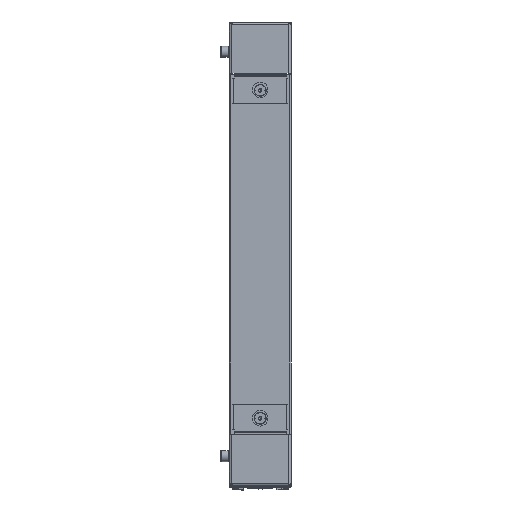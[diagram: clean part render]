
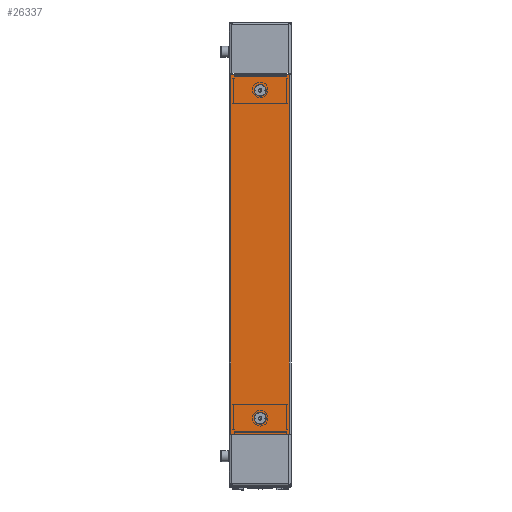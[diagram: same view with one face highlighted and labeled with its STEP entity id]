
A CAD part, left-side view. The second image highlights one B-rep face of the part: STEP entity #26337.
In plain terms, the highlighted face is planar.
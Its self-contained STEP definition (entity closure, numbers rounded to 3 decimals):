
#928 = FACE_BOUND ( 'NONE', #11196, .T. ) ;
#1047 = DIRECTION ( 'NONE',  ( 0., -1., 0. ) ) ;
#1465 = CARTESIAN_POINT ( 'NONE',  ( -263.5, -2., -9. ) ) ;
#1906 = DIRECTION ( 'NONE',  ( 0., 0., -1. ) ) ;
#2099 = CARTESIAN_POINT ( 'NONE',  ( -289., -2., 47. ) ) ;
#2937 = VERTEX_POINT ( 'NONE', #12604 ) ;
#3010 = ORIENTED_EDGE ( 'NONE', *, *, #26886, .F. ) ;
#3889 = VERTEX_POINT ( 'NONE', #8990 ) ;
#3929 = LINE ( 'NONE', #18703, #9733 ) ;
#3983 = DIRECTION ( 'NONE',  ( 0., -1., 0. ) ) ;
#4294 = AXIS2_PLACEMENT_3D ( 'NONE', #15811, #1047, #18251 ) ;
#4353 = DIRECTION ( 'NONE',  ( 0., 1., 0. ) ) ;
#4359 = VERTEX_POINT ( 'NONE', #18442 ) ;
#4744 = CIRCLE ( 'NONE', #11223, 9. ) ;
#4800 = ORIENTED_EDGE ( 'NONE', *, *, #8744, .F. ) ;
#5423 = VECTOR ( 'NONE', #21765, 1000. ) ;
#6407 = CARTESIAN_POINT ( 'NONE',  ( 289., -2., 47. ) ) ;
#6871 = CIRCLE ( 'NONE', #4294, 9. ) ;
#6996 = CIRCLE ( 'NONE', #6999, 9. ) ;
#6998 = VERTEX_POINT ( 'NONE', #26876 ) ;
#6999 = AXIS2_PLACEMENT_3D ( 'NONE', #12470, #29619, #14957 ) ;
#7506 = FACE_OUTER_BOUND ( 'NONE', #14989, .T. ) ;
#8094 = ORIENTED_EDGE ( 'NONE', *, *, #11083, .F. ) ;
#8297 = CARTESIAN_POINT ( 'NONE',  ( 289., -2., 47. ) ) ;
#8744 = EDGE_CURVE ( 'NONE', #3889, #23362, #23639, .T. ) ;
#8931 = VECTOR ( 'NONE', #26216, 1000. ) ;
#8990 = CARTESIAN_POINT ( 'NONE',  ( -263.5, -2., 9. ) ) ;
#9026 = CARTESIAN_POINT ( 'NONE',  ( -289., -2., -48. ) ) ;
#9733 = VECTOR ( 'NONE', #28497, 1000. ) ;
#9908 = ORIENTED_EDGE ( 'NONE', *, *, #11608, .F. ) ;
#11083 = EDGE_CURVE ( 'NONE', #23362, #3889, #6996, .T. ) ;
#11196 = EDGE_LOOP ( 'NONE', ( #8094, #4800 ) ) ;
#11223 = AXIS2_PLACEMENT_3D ( 'NONE', #18730, #3983, #21208 ) ;
#11608 = EDGE_CURVE ( 'NONE', #18260, #4359, #25028, .T. ) ;
#11670 = ORIENTED_EDGE ( 'NONE', *, *, #23249, .F. ) ;
#12348 = CARTESIAN_POINT ( 'NONE',  ( 263.5, -2., -9. ) ) ;
#12470 = CARTESIAN_POINT ( 'NONE',  ( -263.5, -2., 0. ) ) ;
#12604 = CARTESIAN_POINT ( 'NONE',  ( 263.5, -2., 9. ) ) ;
#14047 = FACE_BOUND ( 'NONE', #15379, .T. ) ;
#14179 = PLANE ( 'NONE',  #23927 ) ;
#14957 = DIRECTION ( 'NONE',  ( 0., 0., -1. ) ) ;
#14989 = EDGE_LOOP ( 'NONE', ( #22521, #9908, #30510, #25774 ) ) ;
#15379 = EDGE_LOOP ( 'NONE', ( #3010, #11670 ) ) ;
#15811 = CARTESIAN_POINT ( 'NONE',  ( 263.5, -2., 0. ) ) ;
#15820 = LINE ( 'NONE', #6407, #22332 ) ;
#16628 = CARTESIAN_POINT ( 'NONE',  ( 289., -2., 48. ) ) ;
#16662 = DIRECTION ( 'NONE',  ( 0., -1., 0. ) ) ;
#18251 = DIRECTION ( 'NONE',  ( 0., 0., -1. ) ) ;
#18260 = VERTEX_POINT ( 'NONE', #8297 ) ;
#18442 = CARTESIAN_POINT ( 'NONE',  ( 289., -2., -47. ) ) ;
#18459 = EDGE_CURVE ( 'NONE', #6998, #18576, #27002, .T. ) ;
#18576 = VERTEX_POINT ( 'NONE', #2099 ) ;
#18703 = CARTESIAN_POINT ( 'NONE',  ( -289., -2., -47. ) ) ;
#18730 = CARTESIAN_POINT ( 'NONE',  ( 263.5, -2., 0. ) ) ;
#21208 = DIRECTION ( 'NONE',  ( 0., 0., -1. ) ) ;
#21561 = DIRECTION ( 'NONE',  ( 0., 0., 1. ) ) ;
#21765 = DIRECTION ( 'NONE',  ( 0., 0., -1. ) ) ;
#22332 = VECTOR ( 'NONE', #26085, 1000. ) ;
#22521 = ORIENTED_EDGE ( 'NONE', *, *, #27415, .T. ) ;
#23249 = EDGE_CURVE ( 'NONE', #2937, #26518, #6871, .T. ) ;
#23362 = VERTEX_POINT ( 'NONE', #1465 ) ;
#23639 = CIRCLE ( 'NONE', #24007, 9. ) ;
#23927 = AXIS2_PLACEMENT_3D ( 'NONE', #16628, #4353, #21561 ) ;
#24007 = AXIS2_PLACEMENT_3D ( 'NONE', #31327, #16662, #1906 ) ;
#24225 = CARTESIAN_POINT ( 'NONE',  ( 289., -2., -48. ) ) ;
#25028 = LINE ( 'NONE', #24225, #5423 ) ;
#25774 = ORIENTED_EDGE ( 'NONE', *, *, #18459, .F. ) ;
#26085 = DIRECTION ( 'NONE',  ( -1., 0., 0. ) ) ;
#26216 = DIRECTION ( 'NONE',  ( 0., 0., 1. ) ) ;
#26337 = ADVANCED_FACE ( 'NONE', ( #14047, #928, #7506 ), #14179, .F. ) ;
#26518 = VERTEX_POINT ( 'NONE', #12348 ) ;
#26876 = CARTESIAN_POINT ( 'NONE',  ( -289., -2., -47. ) ) ;
#26886 = EDGE_CURVE ( 'NONE', #26518, #2937, #4744, .T. ) ;
#27002 = LINE ( 'NONE', #9026, #8931 ) ;
#27415 = EDGE_CURVE ( 'NONE', #6998, #4359, #3929, .T. ) ;
#28497 = DIRECTION ( 'NONE',  ( 1., 0., 0. ) ) ;
#29314 = EDGE_CURVE ( 'NONE', #18260, #18576, #15820, .T. ) ;
#29619 = DIRECTION ( 'NONE',  ( 0., -1., 0. ) ) ;
#30510 = ORIENTED_EDGE ( 'NONE', *, *, #29314, .T. ) ;
#31327 = CARTESIAN_POINT ( 'NONE',  ( -263.5, -2., 0. ) ) ;
